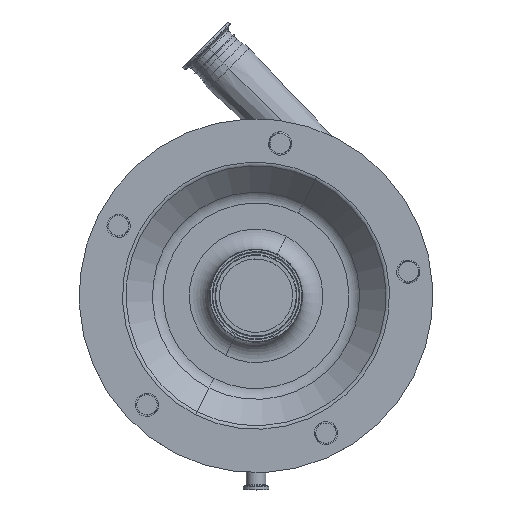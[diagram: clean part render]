
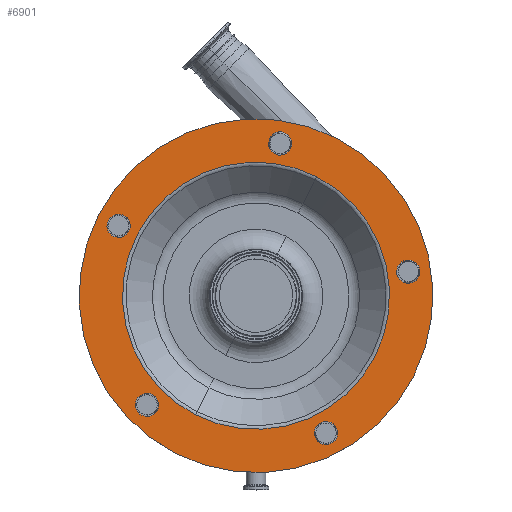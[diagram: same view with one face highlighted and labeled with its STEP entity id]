
A CAD part, top view. The second image highlights one B-rep face of the part: STEP entity #6901.
In plain terms, the highlighted planar face has unit normal (0, 0, 1).
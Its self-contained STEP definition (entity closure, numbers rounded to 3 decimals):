
#156 = FACE_OUTER_BOUND ( 'NONE', #7611, .T. ) ;
#280 = CARTESIAN_POINT ( 'NONE',  ( 64.013, -146.125, 321.5 ) ) ;
#508 = CIRCLE ( 'NONE', #3245, 132.071 ) ;
#699 = EDGE_LOOP ( 'NONE', ( #11506, #7183 ) ) ;
#740 = AXIS2_PLACEMENT_3D ( 'NONE', #6654, #10638, #4668 ) ;
#805 = CARTESIAN_POINT ( 'NONE',  ( 69.234, -135.878, 321.5 ) ) ;
#979 = CARTESIAN_POINT ( 'NONE',  ( 0., 0., 321.5 ) ) ;
#1008 = DIRECTION ( 'NONE',  ( -0.454, -0.891, 0. ) ) ;
#1055 = CARTESIAN_POINT ( 'NONE',  ( -130.658, 79.48, 321.5 ) ) ;
#1127 = DIRECTION ( 'NONE',  ( 0., 0., 1. ) ) ;
#1135 = FACE_BOUND ( 'NONE', #10298, .T. ) ;
#1221 = ORIENTED_EDGE ( 'NONE', *, *, #6913, .F. ) ;
#1298 = DIRECTION ( 'NONE',  ( 0., 0., -1. ) ) ;
#1434 = DIRECTION ( 'NONE',  ( -0.454, -0.891, 0. ) ) ;
#1828 = CARTESIAN_POINT ( 'NONE',  ( -113.055, -118.08, 321.5 ) ) ;
#1910 = DIRECTION ( 'NONE',  ( 0.454, 0.891, 0. ) ) ;
#2172 = EDGE_CURVE ( 'NONE', #7059, #3018, #2510, .T. ) ;
#2241 = EDGE_CURVE ( 'NONE', #3018, #7059, #11738, .T. ) ;
#2250 = FACE_BOUND ( 'NONE', #699, .T. ) ;
#2312 = EDGE_CURVE ( 'NONE', #3289, #3749, #5036, .T. ) ;
#2398 = ORIENTED_EDGE ( 'NONE', *, *, #9456, .F. ) ;
#2467 = EDGE_LOOP ( 'NONE', ( #7280, #6542 ) ) ;
#2510 = CIRCLE ( 'NONE', #10679, 11.5 ) ;
#2615 = AXIS2_PLACEMENT_3D ( 'NONE', #4255, #5308, #12254 ) ;
#2918 = DIRECTION ( 'NONE',  ( 0., 0., 1. ) ) ;
#2930 = VERTEX_POINT ( 'NONE', #9654 ) ;
#2994 = DIRECTION ( 'NONE',  ( 0., 0., 1. ) ) ;
#3018 = VERTEX_POINT ( 'NONE', #10036 ) ;
#3245 = AXIS2_PLACEMENT_3D ( 'NONE', #979, #7039, #10100 ) ;
#3289 = VERTEX_POINT ( 'NONE', #12802 ) ;
#3458 = CARTESIAN_POINT ( 'NONE',  ( 18.635, 140.376, 321.5 ) ) ;
#3587 = DIRECTION ( 'NONE',  ( 0.454, 0.891, 0. ) ) ;
#3708 = CIRCLE ( 'NONE', #9152, 11.5 ) ;
#3749 = VERTEX_POINT ( 'NONE', #12541 ) ;
#3789 = AXIS2_PLACEMENT_3D ( 'NONE', #3913, #4767, #3843 ) ;
#3843 = DIRECTION ( 'NONE',  ( 0.454, 0.891, 0. ) ) ;
#3852 = CARTESIAN_POINT ( 'NONE',  ( 59.959, 117.676, 321.5 ) ) ;
#3913 = CARTESIAN_POINT ( 'NONE',  ( 69.234, -135.878, 321.5 ) ) ;
#4076 = DIRECTION ( 'NONE',  ( 0.454, 0.891, 0. ) ) ;
#4091 = ORIENTED_EDGE ( 'NONE', *, *, #6847, .F. ) ;
#4096 = AXIS2_PLACEMENT_3D ( 'NONE', #8994, #9119, #6160 ) ;
#4166 = PLANE ( 'NONE',  #12923 ) ;
#4228 = ORIENTED_EDGE ( 'NONE', *, *, #5112, .F. ) ;
#4255 = CARTESIAN_POINT ( 'NONE',  ( 0., 0., 321.5 ) ) ;
#4280 = CARTESIAN_POINT ( 'NONE',  ( 150.622, 23.856, 321.5 ) ) ;
#4303 = CIRCLE ( 'NONE', #740, 11.5 ) ;
#4668 = DIRECTION ( 'NONE',  ( 0.454, 0.891, 0. ) ) ;
#4682 = VERTEX_POINT ( 'NONE', #1055 ) ;
#4755 = AXIS2_PLACEMENT_3D ( 'NONE', #6007, #6204, #1008 ) ;
#4767 = DIRECTION ( 'NONE',  ( 0., 0., 1. ) ) ;
#5036 = CIRCLE ( 'NONE', #12355, 11.5 ) ;
#5092 = CARTESIAN_POINT ( 'NONE',  ( -135.878, 69.234, 321.5 ) ) ;
#5112 = EDGE_CURVE ( 'NONE', #3749, #3289, #5287, .T. ) ;
#5287 = CIRCLE ( 'NONE', #10543, 11.5 ) ;
#5308 = DIRECTION ( 'NONE',  ( 0., 0., -1. ) ) ;
#5348 = CARTESIAN_POINT ( 'NONE',  ( -135.878, 69.234, 321.5 ) ) ;
#5557 = CIRCLE ( 'NONE', #8507, 11.5 ) ;
#5576 = CIRCLE ( 'NONE', #7488, 11.5 ) ;
#5590 = EDGE_CURVE ( 'NONE', #6166, #8974, #11626, .T. ) ;
#5698 = EDGE_LOOP ( 'NONE', ( #9025, #2398 ) ) ;
#6007 = CARTESIAN_POINT ( 'NONE',  ( 0., 0., 321.5 ) ) ;
#6034 = CARTESIAN_POINT ( 'NONE',  ( 29.077, 160.869, 321.5 ) ) ;
#6133 = FACE_BOUND ( 'NONE', #5698, .T. ) ;
#6160 = DIRECTION ( 'NONE',  ( 0.454, 0.891, 0. ) ) ;
#6166 = VERTEX_POINT ( 'NONE', #7454 ) ;
#6204 = DIRECTION ( 'NONE',  ( 0., 0., -1. ) ) ;
#6210 = ORIENTED_EDGE ( 'NONE', *, *, #6328, .F. ) ;
#6328 = EDGE_CURVE ( 'NONE', #6459, #2930, #4303, .T. ) ;
#6414 = EDGE_CURVE ( 'NONE', #8618, #11168, #5576, .T. ) ;
#6459 = VERTEX_POINT ( 'NONE', #1828 ) ;
#6471 = VERTEX_POINT ( 'NONE', #6906 ) ;
#6510 = CARTESIAN_POINT ( 'NONE',  ( 0., 0., 321.5 ) ) ;
#6542 = ORIENTED_EDGE ( 'NONE', *, *, #11817, .T. ) ;
#6554 = DIRECTION ( 'NONE',  ( 0.454, 0.891, 0. ) ) ;
#6652 = EDGE_LOOP ( 'NONE', ( #9398, #7597 ) ) ;
#6654 = CARTESIAN_POINT ( 'NONE',  ( -107.834, -107.834, 321.5 ) ) ;
#6795 = CIRCLE ( 'NONE', #4096, 11.5 ) ;
#6796 = VERTEX_POINT ( 'NONE', #3852 ) ;
#6823 = AXIS2_PLACEMENT_3D ( 'NONE', #6510, #1298, #1434 ) ;
#6847 = EDGE_CURVE ( 'NONE', #2930, #6459, #3708, .T. ) ;
#6901 = ADVANCED_FACE ( 'NONE', ( #1135, #2250, #7995, #8063, #8182, #156, #6133 ), #4166, .F. ) ;
#6906 = CARTESIAN_POINT ( 'NONE',  ( -59.959, -117.676, 321.5 ) ) ;
#6913 = EDGE_CURVE ( 'NONE', #8974, #6166, #11022, .T. ) ;
#7039 = DIRECTION ( 'NONE',  ( 0., 0., -1. ) ) ;
#7059 = VERTEX_POINT ( 'NONE', #280 ) ;
#7183 = ORIENTED_EDGE ( 'NONE', *, *, #2172, .F. ) ;
#7280 = ORIENTED_EDGE ( 'NONE', *, *, #8857, .T. ) ;
#7454 = CARTESIAN_POINT ( 'NONE',  ( 79.448, 155.926, 321.5 ) ) ;
#7488 = AXIS2_PLACEMENT_3D ( 'NONE', #9848, #10044, #4076 ) ;
#7551 = CARTESIAN_POINT ( 'NONE',  ( 150.622, 23.856, 321.5 ) ) ;
#7597 = ORIENTED_EDGE ( 'NONE', *, *, #8597, .F. ) ;
#7611 = EDGE_LOOP ( 'NONE', ( #1221, #9296 ) ) ;
#7935 = CARTESIAN_POINT ( 'NONE',  ( -107.834, -107.834, 321.5 ) ) ;
#7995 = FACE_BOUND ( 'NONE', #12283, .T. ) ;
#8063 = FACE_BOUND ( 'NONE', #6652, .T. ) ;
#8112 = AXIS2_PLACEMENT_3D ( 'NONE', #5092, #2994, #8130 ) ;
#8130 = DIRECTION ( 'NONE',  ( 0.454, 0.891, 0. ) ) ;
#8182 = FACE_BOUND ( 'NONE', #2467, .T. ) ;
#8507 = AXIS2_PLACEMENT_3D ( 'NONE', #5348, #12561, #3587 ) ;
#8597 = EDGE_CURVE ( 'NONE', #11168, #8618, #6795, .T. ) ;
#8618 = VERTEX_POINT ( 'NONE', #6034 ) ;
#8857 = EDGE_CURVE ( 'NONE', #6471, #6796, #12470, .T. ) ;
#8974 = VERTEX_POINT ( 'NONE', #9838 ) ;
#8994 = CARTESIAN_POINT ( 'NONE',  ( 23.856, 150.622, 321.5 ) ) ;
#9025 = ORIENTED_EDGE ( 'NONE', *, *, #12103, .F. ) ;
#9119 = DIRECTION ( 'NONE',  ( 0., 0., 1. ) ) ;
#9152 = AXIS2_PLACEMENT_3D ( 'NONE', #7935, #11655, #11176 ) ;
#9167 = ORIENTED_EDGE ( 'NONE', *, *, #2312, .F. ) ;
#9296 = ORIENTED_EDGE ( 'NONE', *, *, #5590, .F. ) ;
#9398 = ORIENTED_EDGE ( 'NONE', *, *, #6414, .F. ) ;
#9456 = EDGE_CURVE ( 'NONE', #12360, #4682, #10613, .T. ) ;
#9654 = CARTESIAN_POINT ( 'NONE',  ( -102.613, -97.587, 321.5 ) ) ;
#9838 = CARTESIAN_POINT ( 'NONE',  ( -79.448, -155.926, 321.5 ) ) ;
#9848 = CARTESIAN_POINT ( 'NONE',  ( 23.856, 150.622, 321.5 ) ) ;
#10036 = CARTESIAN_POINT ( 'NONE',  ( 74.454, -125.632, 321.5 ) ) ;
#10044 = DIRECTION ( 'NONE',  ( 0., 0., 1. ) ) ;
#10100 = DIRECTION ( 'NONE',  ( -0.454, -0.891, 0. ) ) ;
#10298 = EDGE_LOOP ( 'NONE', ( #4091, #6210 ) ) ;
#10543 = AXIS2_PLACEMENT_3D ( 'NONE', #7551, #11514, #6554 ) ;
#10613 = CIRCLE ( 'NONE', #8112, 11.5 ) ;
#10638 = DIRECTION ( 'NONE',  ( 0., 0., 1. ) ) ;
#10679 = AXIS2_PLACEMENT_3D ( 'NONE', #805, #2918, #1910 ) ;
#11022 = CIRCLE ( 'NONE', #4755, 175. ) ;
#11165 = DIRECTION ( 'NONE',  ( 0.454, 0.891, 0. ) ) ;
#11168 = VERTEX_POINT ( 'NONE', #3458 ) ;
#11176 = DIRECTION ( 'NONE',  ( 0.454, 0.891, 0. ) ) ;
#11506 = ORIENTED_EDGE ( 'NONE', *, *, #2241, .F. ) ;
#11514 = DIRECTION ( 'NONE',  ( 0., 0., 1. ) ) ;
#11626 = CIRCLE ( 'NONE', #2615, 175. ) ;
#11655 = DIRECTION ( 'NONE',  ( 0., 0., 1. ) ) ;
#11738 = CIRCLE ( 'NONE', #3789, 11.5 ) ;
#11817 = EDGE_CURVE ( 'NONE', #6796, #6471, #508, .T. ) ;
#11898 = CARTESIAN_POINT ( 'NONE',  ( -141.099, 58.987, 321.5 ) ) ;
#12034 = DIRECTION ( 'NONE',  ( 0., 0., -1. ) ) ;
#12103 = EDGE_CURVE ( 'NONE', #4682, #12360, #5557, .T. ) ;
#12154 = CARTESIAN_POINT ( 'NONE',  ( -155.926, 79.448, 321.5 ) ) ;
#12254 = DIRECTION ( 'NONE',  ( -0.454, -0.891, 0. ) ) ;
#12283 = EDGE_LOOP ( 'NONE', ( #9167, #4228 ) ) ;
#12355 = AXIS2_PLACEMENT_3D ( 'NONE', #4280, #1127, #11165 ) ;
#12360 = VERTEX_POINT ( 'NONE', #11898 ) ;
#12470 = CIRCLE ( 'NONE', #6823, 132.071 ) ;
#12541 = CARTESIAN_POINT ( 'NONE',  ( 145.402, 13.61, 321.5 ) ) ;
#12561 = DIRECTION ( 'NONE',  ( 0., 0., 1. ) ) ;
#12802 = CARTESIAN_POINT ( 'NONE',  ( 155.843, 34.103, 321.5 ) ) ;
#12923 = AXIS2_PLACEMENT_3D ( 'NONE', #12154, #12034, #12969 ) ;
#12969 = DIRECTION ( 'NONE',  ( -0.454, -0.891, 0. ) ) ;
